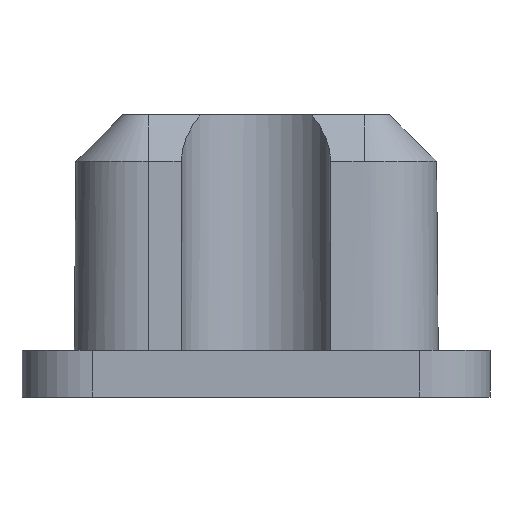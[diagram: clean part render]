
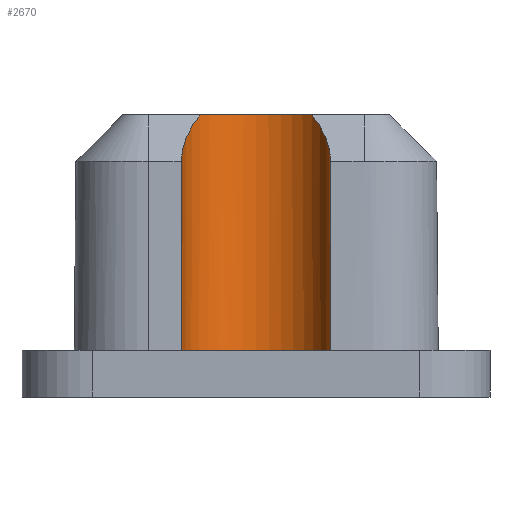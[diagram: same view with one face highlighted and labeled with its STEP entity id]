
A CAD part, front view. The second image highlights one B-rep face of the part: STEP entity #2670.
In plain terms, the highlighted cylindrical face has radius 1.6 mm (diameter 3.2 mm), a full revolution.
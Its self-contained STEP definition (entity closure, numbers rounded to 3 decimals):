
#94 = CIRCLE ( 'NONE', #1693, 1.6 ) ;
#99 = VERTEX_POINT ( 'NONE', #1726 ) ;
#149 = AXIS2_PLACEMENT_3D ( 'NONE', #2407, #1665, #2189 ) ;
#222 = VERTEX_POINT ( 'NONE', #1460 ) ;
#273 = CARTESIAN_POINT ( 'NONE',  ( -68.629, 8.473, 6.772 ) ) ;
#288 = VERTEX_POINT ( 'NONE', #1092 ) ;
#446 = ORIENTED_EDGE ( 'NONE', *, *, #1046, .F. ) ;
#585 = EDGE_CURVE ( 'NONE', #1776, #1238, #1705, .T. ) ;
#626 = DIRECTION ( 'NONE',  ( 1., 0., 0. ) ) ;
#633 = DIRECTION ( 'NONE',  ( 0., 0., -1. ) ) ;
#637 = CARTESIAN_POINT ( 'NONE',  ( -70.227, 8.401, 2.734 ) ) ;
#643 = DIRECTION ( 'NONE',  ( 1., 0., 0. ) ) ;
#644 = DIRECTION ( 'NONE',  ( 0., 0., 1. ) ) ;
#649 = CARTESIAN_POINT ( 'NONE',  ( -70.227, 8.401, 1.734 ) ) ;
#709 = ORIENTED_EDGE ( 'NONE', *, *, #823, .T. ) ;
#724 = EDGE_CURVE ( 'NONE', #1776, #2628, #94, .T. ) ;
#751 = EDGE_CURVE ( 'NONE', #2628, #288, #2870, .T. ) ;
#761 = EDGE_CURVE ( 'NONE', #288, #99, #2374, .T. ) ;
#823 = EDGE_CURVE ( 'NONE', #222, #1238, #987, .T. ) ;
#987 = B_SPLINE_CURVE_WITH_KNOTS ( 'NONE', 3,
 ( #1587, #1589, #1574, #1567, #1561, #1557, #1553, #1551, #1542, #2813 ),
 .UNSPECIFIED., .F., .F.,
 ( 4, 3, 3, 4 ),
 ( 0., 0.002, 0.003, 0.004 ),
 .UNSPECIFIED. ) ;
#1033 = ORIENTED_EDGE ( 'NONE', *, *, #751, .T. ) ;
#1046 = EDGE_CURVE ( 'NONE', #1559, #1559, #3048, .T. ) ;
#1051 = EDGE_CURVE ( 'NONE', #222, #99, #3155, .T. ) ;
#1092 = CARTESIAN_POINT ( 'NONE',  ( -71.826, 8.473, 6.772 ) ) ;
#1238 = VERTEX_POINT ( 'NONE', #273 ) ;
#1255 = AXIS2_PLACEMENT_3D ( 'NONE', #637, #633, #626 ) ;
#1295 = AXIS2_PLACEMENT_3D ( 'NONE', #649, #644, #643 ) ;
#1460 = CARTESIAN_POINT ( 'NONE',  ( -68.628, 8.438, 2.734 ) ) ;
#1542 = CARTESIAN_POINT ( 'NONE',  ( -68.629, 8.47, 6.355 ) ) ;
#1551 = CARTESIAN_POINT ( 'NONE',  ( -68.629, 8.466, 5.938 ) ) ;
#1553 = CARTESIAN_POINT ( 'NONE',  ( -68.629, 8.462, 5.521 ) ) ;
#1557 = CARTESIAN_POINT ( 'NONE',  ( -68.628, 8.459, 5.103 ) ) ;
#1559 = VERTEX_POINT ( 'NONE', #2997 ) ;
#1561 = CARTESIAN_POINT ( 'NONE',  ( -68.628, 8.455, 4.686 ) ) ;
#1567 = CARTESIAN_POINT ( 'NONE',  ( -68.628, 8.451, 4.269 ) ) ;
#1574 = CARTESIAN_POINT ( 'NONE',  ( -68.628, 8.447, 3.757 ) ) ;
#1587 = CARTESIAN_POINT ( 'NONE',  ( -68.628, 8.438, 2.734 ) ) ;
#1589 = CARTESIAN_POINT ( 'NONE',  ( -68.628, 8.442, 3.245 ) ) ;
#1633 = CARTESIAN_POINT ( 'NONE',  ( -69.04, 9.473, 7.764 ) ) ;
#1665 = DIRECTION ( 'NONE',  ( 0., 0., 1. ) ) ;
#1693 = AXIS2_PLACEMENT_3D ( 'NONE', #2448, #2444, #2440 ) ;
#1694 = ORIENTED_EDGE ( 'NONE', *, *, #724, .T. ) ;
#1705 =( BOUNDED_CURVE ( )  B_SPLINE_CURVE ( 3, ( #3013, #3018, #3043, #3009 ),
 .UNSPECIFIED., .F., .F. ) 
 B_SPLINE_CURVE_WITH_KNOTS ( ( 4, 4 ),
 ( 0.837, 1.526 ),
 .UNSPECIFIED. ) 
 CURVE ( )  GEOMETRIC_REPRESENTATION_ITEM ( )  RATIONAL_B_SPLINE_CURVE ( ( 1., 0.961, 0.961, 1. ) ) 
 REPRESENTATION_ITEM ( '' )  );
#1726 = CARTESIAN_POINT ( 'NONE',  ( -71.827, 8.438, 2.734 ) ) ;
#1776 = VERTEX_POINT ( 'NONE', #1633 ) ;
#1875 = EDGE_LOOP ( 'NONE', ( #2457, #2129, #709, #2716, #1694, #1033 ) ) ;
#1899 = EDGE_LOOP ( 'NONE', ( #446 ) ) ;
#2129 = ORIENTED_EDGE ( 'NONE', *, *, #1051, .F. ) ;
#2178 = CYLINDRICAL_SURFACE ( 'NONE', #149, 1.6 ) ;
#2179 = CARTESIAN_POINT ( 'NONE',  ( -71.827, 8.438, 2.734 ) ) ;
#2183 = CARTESIAN_POINT ( 'NONE',  ( -71.827, 8.445, 3.547 ) ) ;
#2189 = DIRECTION ( 'NONE',  ( 1., 0., 0. ) ) ;
#2195 = CARTESIAN_POINT ( 'NONE',  ( -71.827, 8.452, 4.36 ) ) ;
#2201 = CARTESIAN_POINT ( 'NONE',  ( -71.826, 8.459, 5.172 ) ) ;
#2202 = CARTESIAN_POINT ( 'NONE',  ( -71.826, 8.464, 5.706 ) ) ;
#2208 = FACE_OUTER_BOUND ( 'NONE', #1875, .T. ) ;
#2210 = FACE_OUTER_BOUND ( 'NONE', #1899, .T. ) ;
#2221 = CARTESIAN_POINT ( 'NONE',  ( -71.826, 8.473, 6.772 ) ) ;
#2372 = CARTESIAN_POINT ( 'NONE',  ( -71.826, 8.473, 6.772 ) ) ;
#2374 = B_SPLINE_CURVE_WITH_KNOTS ( 'NONE', 3,
 ( #2221, #2431, #2202, #2201, #2195, #2183, #2179 ),
 .UNSPECIFIED., .F., .F.,
 ( 4, 3, 4 ),
 ( 0., 0.002, 0.004 ),
 .UNSPECIFIED. ) ;
#2376 = CARTESIAN_POINT ( 'NONE',  ( -71.809, 8.848, 7.144 ) ) ;
#2386 = CARTESIAN_POINT ( 'NONE',  ( -71.667, 9.195, 7.488 ) ) ;
#2407 = CARTESIAN_POINT ( 'NONE',  ( -70.227, 8.401, 1.734 ) ) ;
#2431 = CARTESIAN_POINT ( 'NONE',  ( -71.826, 8.469, 6.239 ) ) ;
#2440 = DIRECTION ( 'NONE',  ( 1., 0., 0. ) ) ;
#2444 = DIRECTION ( 'NONE',  ( 0., 0., 1. ) ) ;
#2448 = CARTESIAN_POINT ( 'NONE',  ( -70.227, 8.401, 7.764 ) ) ;
#2457 = ORIENTED_EDGE ( 'NONE', *, *, #761, .T. ) ;
#2484 = CARTESIAN_POINT ( 'NONE',  ( -71.415, 9.473, 7.764 ) ) ;
#2628 = VERTEX_POINT ( 'NONE', #3028 ) ;
#2670 = ADVANCED_FACE ( 'NONE', ( #2210, #2208 ), #2178, .F. ) ;
#2716 = ORIENTED_EDGE ( 'NONE', *, *, #585, .F. ) ;
#2813 = CARTESIAN_POINT ( 'NONE',  ( -68.629, 8.473, 6.772 ) ) ;
#2870 =( BOUNDED_CURVE ( )  B_SPLINE_CURVE ( 3, ( #2484, #2386, #2376, #2372 ),
 .UNSPECIFIED., .F., .F. ) 
 B_SPLINE_CURVE_WITH_KNOTS ( ( 4, 4 ),
 ( 0.837, 1.526 ),
 .UNSPECIFIED. ) 
 CURVE ( )  GEOMETRIC_REPRESENTATION_ITEM ( )  RATIONAL_B_SPLINE_CURVE ( ( 1., 0.961, 0.961, 1. ) ) 
 REPRESENTATION_ITEM ( '' )  );
#2997 = CARTESIAN_POINT ( 'NONE',  ( -68.627, 8.401, 1.734 ) ) ;
#3009 = CARTESIAN_POINT ( 'NONE',  ( -68.629, 8.473, 6.772 ) ) ;
#3013 = CARTESIAN_POINT ( 'NONE',  ( -69.04, 9.473, 7.764 ) ) ;
#3018 = CARTESIAN_POINT ( 'NONE',  ( -68.788, 9.195, 7.488 ) ) ;
#3028 = CARTESIAN_POINT ( 'NONE',  ( -71.415, 9.473, 7.764 ) ) ;
#3043 = CARTESIAN_POINT ( 'NONE',  ( -68.646, 8.848, 7.144 ) ) ;
#3048 = CIRCLE ( 'NONE', #1295, 1.6 ) ;
#3155 = CIRCLE ( 'NONE', #1255, 1.6 ) ;
